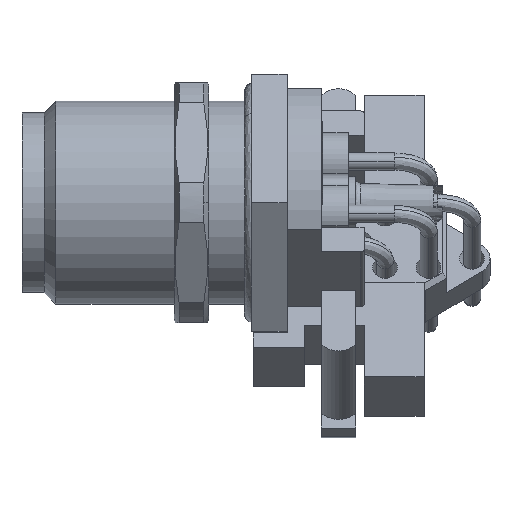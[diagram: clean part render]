
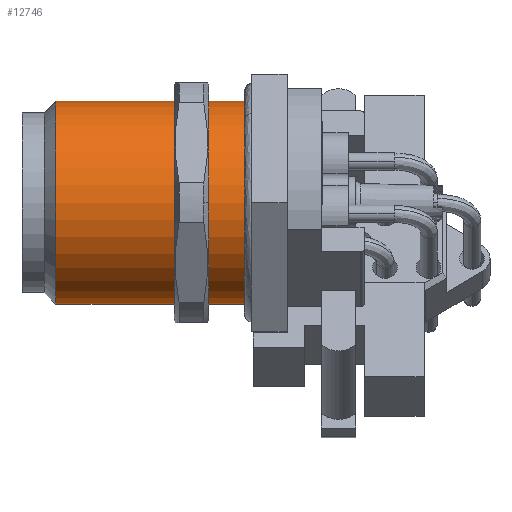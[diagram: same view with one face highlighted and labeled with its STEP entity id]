
A CAD part, front view. The second image highlights one B-rep face of the part: STEP entity #12746.
In plain terms, the highlighted cylindrical face has radius 5.93 mm (diameter 11.86 mm), a partial arc.
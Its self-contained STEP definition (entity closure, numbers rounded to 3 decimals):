
#693 = VECTOR ( 'NONE', #7872, 1000. ) ;
#939 = EDGE_CURVE ( 'NONE', #3773, #3202, #7798, .T. ) ;
#1425 = DIRECTION ( 'NONE',  ( 0., 0., 1. ) ) ;
#1432 = DIRECTION ( 'NONE',  ( -1., 0., 0. ) ) ;
#1458 = CARTESIAN_POINT ( 'NONE',  ( 14., 0., 0. ) ) ;
#1622 = EDGE_CURVE ( 'NONE', #3202, #15862, #7324, .T. ) ;
#3202 = VERTEX_POINT ( 'NONE', #5716 ) ;
#3358 = CYLINDRICAL_SURFACE ( 'NONE', #12677, 5.93 ) ;
#3607 = VERTEX_POINT ( 'NONE', #13441 ) ;
#3773 = VERTEX_POINT ( 'NONE', #11371 ) ;
#4362 = DIRECTION ( 'NONE',  ( -1., 0., 0. ) ) ;
#4392 = VECTOR ( 'NONE', #4362, 1000. ) ;
#4443 = CARTESIAN_POINT ( 'NONE',  ( 0., 0., 5.93 ) ) ;
#4724 = EDGE_CURVE ( 'NONE', #3607, #3773, #13877, .T. ) ;
#4772 = DIRECTION ( 'NONE',  ( 0., 0., 1. ) ) ;
#5013 = AXIS2_PLACEMENT_3D ( 'NONE', #1458, #1432, #1425 ) ;
#5716 = CARTESIAN_POINT ( 'NONE',  ( 1.98, 0., 5.93 ) ) ;
#6732 = CARTESIAN_POINT ( 'NONE',  ( 1.98, 0., 0. ) ) ;
#6997 = ORIENTED_EDGE ( 'NONE', *, *, #4724, .T. ) ;
#7067 = DIRECTION ( 'NONE',  ( 1., 0., 0. ) ) ;
#7324 = CIRCLE ( 'NONE', #13329, 5.93 ) ;
#7798 = LINE ( 'NONE', #4443, #4392 ) ;
#7813 = CARTESIAN_POINT ( 'NONE',  ( 1.98, 0., -5.93 ) ) ;
#7849 = CARTESIAN_POINT ( 'NONE',  ( 0., 0., -5.93 ) ) ;
#7872 = DIRECTION ( 'NONE',  ( -1., 0., 0. ) ) ;
#8324 = DIRECTION ( 'NONE',  ( -1., 0., 0. ) ) ;
#8347 = CARTESIAN_POINT ( 'NONE',  ( 0., 0., 0. ) ) ;
#10457 = EDGE_CURVE ( 'NONE', #3607, #15862, #12078, .T. ) ;
#10632 = FACE_OUTER_BOUND ( 'NONE', #12247, .T. ) ;
#10762 = ORIENTED_EDGE ( 'NONE', *, *, #939, .T. ) ;
#11371 = CARTESIAN_POINT ( 'NONE',  ( 14., 0., 5.93 ) ) ;
#12078 = LINE ( 'NONE', #7849, #693 ) ;
#12247 = EDGE_LOOP ( 'NONE', ( #15036, #6997, #10762, #16658 ) ) ;
#12677 = AXIS2_PLACEMENT_3D ( 'NONE', #8347, #8324, #16217 ) ;
#12746 = ADVANCED_FACE ( 'NONE', ( #10632 ), #3358, .T. ) ;
#13329 = AXIS2_PLACEMENT_3D ( 'NONE', #6732, #7067, #4772 ) ;
#13441 = CARTESIAN_POINT ( 'NONE',  ( 14., 0., -5.93 ) ) ;
#13877 = CIRCLE ( 'NONE', #5013, 5.93 ) ;
#15036 = ORIENTED_EDGE ( 'NONE', *, *, #10457, .F. ) ;
#15862 = VERTEX_POINT ( 'NONE', #7813 ) ;
#16217 = DIRECTION ( 'NONE',  ( 0., 0., 1. ) ) ;
#16658 = ORIENTED_EDGE ( 'NONE', *, *, #1622, .T. ) ;
